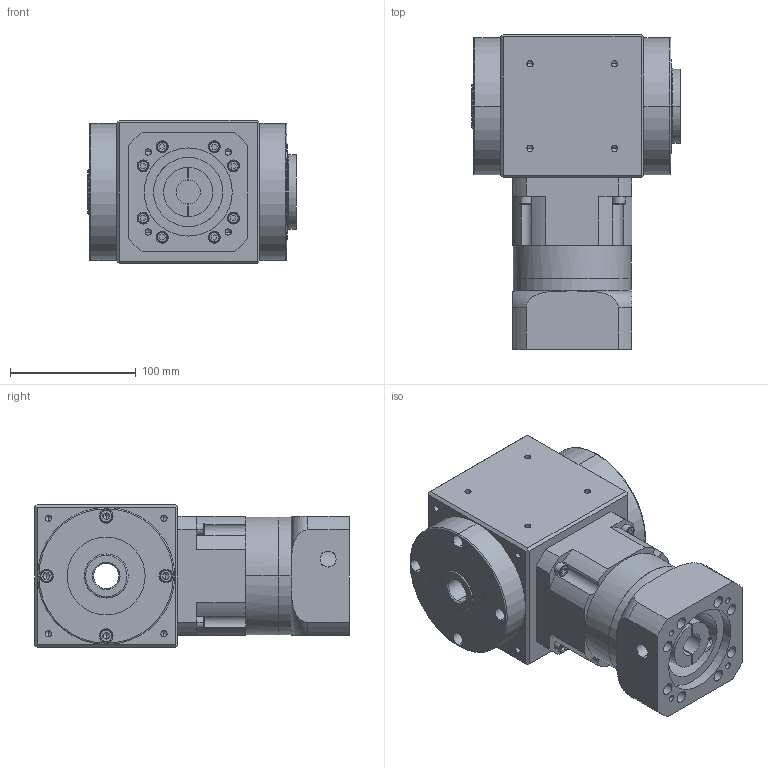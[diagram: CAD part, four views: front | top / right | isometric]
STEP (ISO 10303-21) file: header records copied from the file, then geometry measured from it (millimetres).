
FILE_DESCRIPTION (( 'STEP AP214' ), '1' );
FILE_NAME ('RAH090-L1-XX-F-19-70-90-M6_2019.STEP', '2019-03-22T10:45:01', ( 'Y' ), ( 'NCU' ), 'SwSTEP 2.0', 'SolidWorks 2016', '' );
FILE_SCHEMA (( 'AUTOMOTIVE_DESIGN' ));
Length unit declared in the file: millimetre
Products named in the file (1): RAH090-L1-XX-F-19-70-90-M6_2019
Bounding box: 166 x 250.5 x 114 mm (x, y, z)
Volume: 2826908.3 mm3; surface area: 214430.3 mm2
Topology: 2 solids, 18 shells, 681 faces, 1578 edges, 958 vertices
Faces by surface type: plane 307, cylinder 242, cone 100, torus 32
Entity records: 20702 total; most frequent: CARTESIAN_POINT 3824, DIRECTION 3476, ORIENTED_EDGE 2996, EDGE_CURVE 1498, AXIS2_PLACEMENT_3D 1326, VERTEX_POINT 958, VECTOR 824, LINE 824
